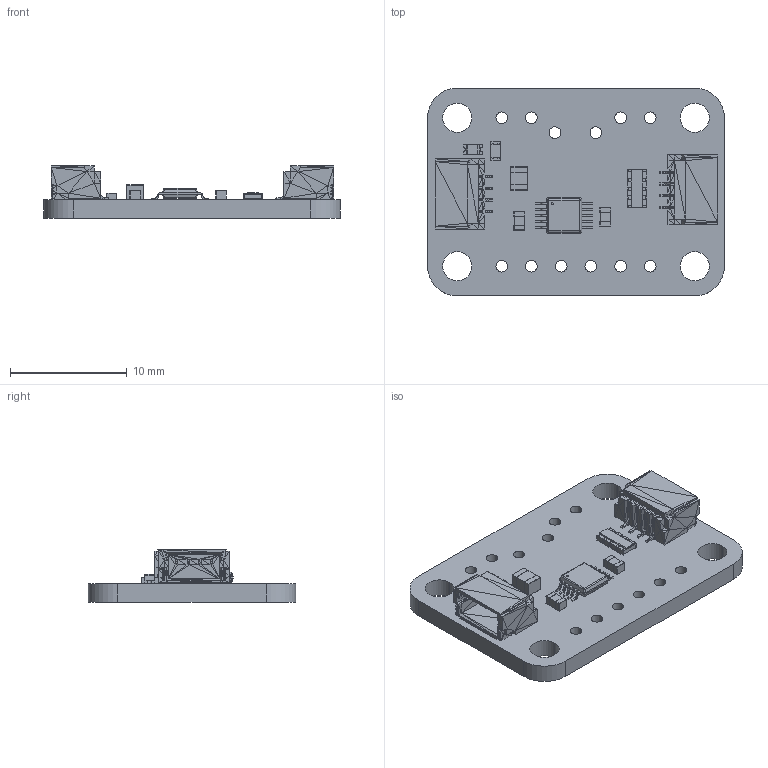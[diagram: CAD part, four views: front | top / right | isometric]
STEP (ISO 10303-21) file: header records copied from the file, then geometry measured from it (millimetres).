
FILE_DESCRIPTION (( 'STEP AP214' ), '1' );
FILE_NAME ('Adafruit_AD5693R_Breakout_Assembly.STEP', '2025-09-01T08:28:28', ( '' ), ( '' ), 'SwSTEP 2.0', 'SolidWorks 2023', '' );
FILE_SCHEMA (( 'AUTOMOTIVE_DESIGN' ));
Length unit declared in the file: millimetre
Products named in the file (9): CAY16-1821F4LF; LTST-C190GKT; STEMMA QT Horizontal; AD5693R_Board_Base; CC0603KRX7R7BB104; RC0603FR-0710KL; CC0805ZKY5V6BB106; Adafruit_AD5693R_Breakout_Assembly; AD5693RARMZ-RL7
Assembly tree (10 placements, depth 2):
  Adafruit_AD5693R_Breakout_Assembly
    AD5693R_Board_Base
    STEMMA QT Horizontal  x2
    CC0805ZKY5V6BB106
    CAY16-1821F4LF
    CC0603KRX7R7BB104  x2
    RC0603FR-0710KL
    LTST-C190GKT
    AD5693RARMZ-RL7
Bounding box: 25.4 x 17.78 x 4.5 mm (x, y, z)
Volume: 684.3 mm3; surface area: 1587.6 mm2
Topology: 29 solids, 47 shells, 3568 faces, 5999 edges, 2494 vertices
Faces by surface type: plane 3373, cylinder 163, sphere 32
Entity records: 46258 total; most frequent: DIRECTION 8033, CARTESIAN_POINT 7471, ORIENTED_EDGE 7294, EDGE_CURVE 3659, LINE 3357, VECTOR 3357, AXIS2_PLACEMENT_3D 2338, EDGE_LOOP 2079
